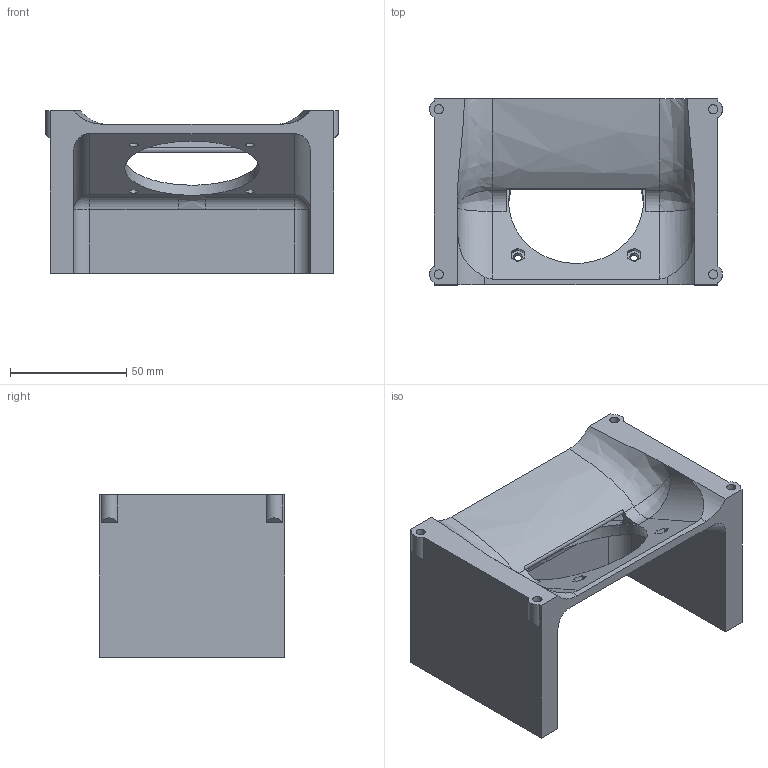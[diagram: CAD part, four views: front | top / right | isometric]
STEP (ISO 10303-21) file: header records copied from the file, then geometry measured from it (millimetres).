
FILE_DESCRIPTION(/* description */ ('Unknown'),/* implementation_level */ '2;1');
FILE_NAME(/* name */ 'Lüfter_mount_latepanda',/* time_stamp */ '2024-03-14T11:03:43+01:00',/* author */ ('Unknown'),/* organization */ ('Unknown'),/* preprocessor_version */ 'ST-DEVELOPER v18.102',/* originating_system */ 'Solid Edge',/* authorisation */ 'Unknown');
FILE_SCHEMA (('AUTOMOTIVE_DESIGN {1 0 10303 214 3 1 1}'));
Length unit declared in the file: millimetre
Products named in the file (1): Lüfter_mount_latepanda
Bounding box: 126 x 80 x 70 mm (x, y, z)
Volume: 215891.4 mm3; surface area: 53191.7 mm2
Topology: 1 solids, 1 shells, 102 faces, 270 edges, 170 vertices
Faces by surface type: plane 54, cylinder 31, bspline 15, sphere 2
Full cylindrical faces by diameter (mm): 3.6 x4, 4 x4, 58 x1
Entity records: 3680 total; most frequent: CARTESIAN_POINT 1302, ORIENTED_EDGE 496, DIRECTION 440, EDGE_CURVE 248, VERTEX_POINT 163, LINE 156, VECTOR 156, AXIS2_PLACEMENT_3D 142
